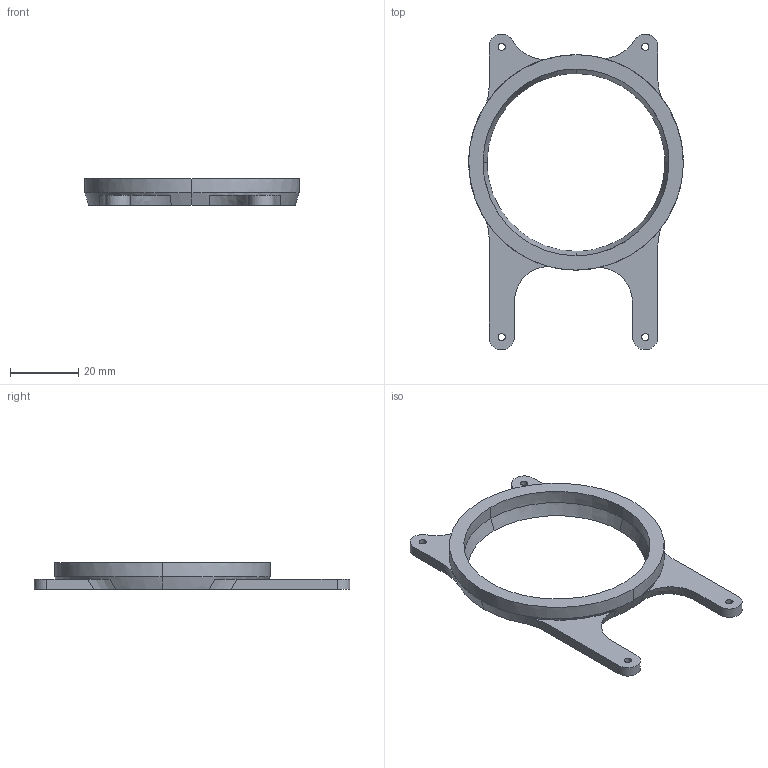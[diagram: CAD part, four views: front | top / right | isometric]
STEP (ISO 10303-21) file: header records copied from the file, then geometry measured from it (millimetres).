
FILE_DESCRIPTION((''),'2;1');
FILE_NAME('BOTTOM_RIGHT_GAUGE','2023-03-28T',('Joe'),('Kohler Company'),'CREO PARAMETRIC BY PTC INC, 2014190','CREO PARAMETRIC BY PTC INC, 2014190','');
FILE_SCHEMA(('CONFIG_CONTROL_DESIGN'));
Length unit declared in the file: millimetre
Products named in the file (1): BOTTOM_RIGHT_GAUGE
Bounding box: 62.74 x 92.28 x 7.82 mm (x, y, z)
Volume: 8437.2 mm3; surface area: 6554.1 mm2
Topology: 1 solids, 1 shells, 56 faces, 157 edges, 103 vertices
Faces by surface type: bspline 22, plane 14, cylinder 12, extrusion 8
Entity records: 3467 total; most frequent: CARTESIAN_POINT 2188, ORIENTED_EDGE 314, DIRECTION 159, EDGE_CURVE 157, VERTEX_POINT 103, B_SPLINE_CURVE_WITH_KNOTS 96, EDGE_LOOP 66, AXIS2_PLACEMENT_3D 56
